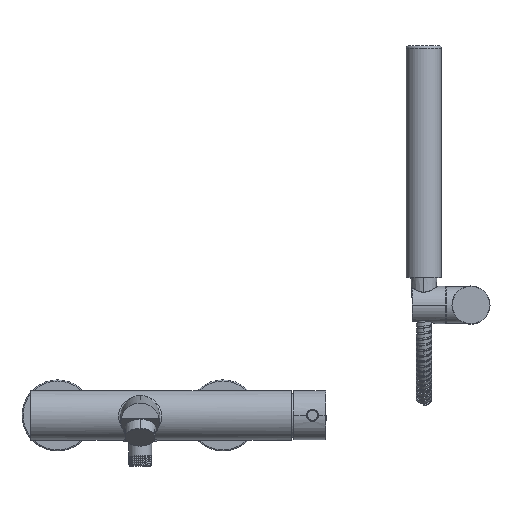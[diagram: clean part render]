
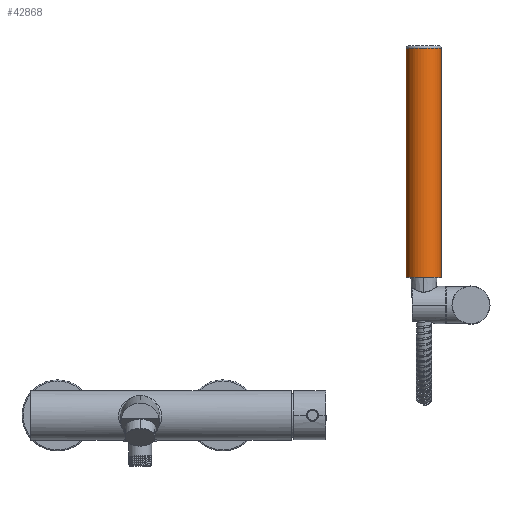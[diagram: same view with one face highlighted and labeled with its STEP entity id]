
A CAD part, top view. The second image highlights one B-rep face of the part: STEP entity #42868.
In plain terms, the highlighted cylindrical face has radius 16 mm (diameter 32 mm), a partial arc.
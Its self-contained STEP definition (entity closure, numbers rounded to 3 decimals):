
#23086=CARTESIAN_POINT('',(257.25,125.,17.));
#23087=DIRECTION('',(0.,1.,0.));
#23088=DIRECTION('',(-1.,0.,0.));
#23089=AXIS2_PLACEMENT_3D('',#23086,#23087,#23088);
#23096=DIRECTION('',(0.,1.,0.));
#23097=VECTOR('',#23096,208.);
#23098=CARTESIAN_POINT('',(273.25,125.,17.));
#23099=LINE('',#23098,#23097);
#23120=CARTESIAN_POINT('',(257.25,333.,17.));
#23121=DIRECTION('',(0.,1.,0.));
#23122=DIRECTION('',(-1.,0.,0.));
#23123=AXIS2_PLACEMENT_3D('',#23120,#23121,#23122);
#23125=DIRECTION('',(0.,1.,0.));
#23126=VECTOR('',#23125,208.);
#23127=CARTESIAN_POINT('',(241.25,125.,17.));
#23128=LINE('',#23127,#23126);
#40989=CARTESIAN_POINT('',(273.25,125.,17.));
#40990=CARTESIAN_POINT('',(241.25,125.,17.));
#40991=VERTEX_POINT('',#40989);
#40992=VERTEX_POINT('',#40990);
#40997=CARTESIAN_POINT('',(241.25,333.,17.));
#40998=CARTESIAN_POINT('',(273.25,333.,17.));
#40999=VERTEX_POINT('',#40997);
#41000=VERTEX_POINT('',#40998);
#42857=CARTESIAN_POINT('',(257.25,125.,17.));
#42858=DIRECTION('',(0.,1.,0.));
#42859=DIRECTION('',(1.,0.,0.));
#42860=AXIS2_PLACEMENT_3D('',#42857,#42858,#42859);
#42861=CYLINDRICAL_SURFACE('',#42860,16.);
#42862=ORIENTED_EDGE('',*,*,#42844,.T.);
#42863=ORIENTED_EDGE('',*,*,#42785,.F.);
#42864=ORIENTED_EDGE('',*,*,#42758,.F.);
#42865=ORIENTED_EDGE('',*,*,#42782,.T.);
#42866=EDGE_LOOP('',(#42862,#42863,#42864,#42865));
#42867=FACE_OUTER_BOUND('',#42866,.F.);
#42868=ADVANCED_FACE('',(#42867),#42861,.T.);
#23090=CIRCLE('',#23089,16.);
#23124=CIRCLE('',#23123,16.);
#42758=EDGE_CURVE('',#40992,#40991,#23090,.T.);
#42782=EDGE_CURVE('',#40992,#40999,#23128,.T.);
#42785=EDGE_CURVE('',#40991,#41000,#23099,.T.);
#42844=EDGE_CURVE('',#40999,#41000,#23124,.T.);
